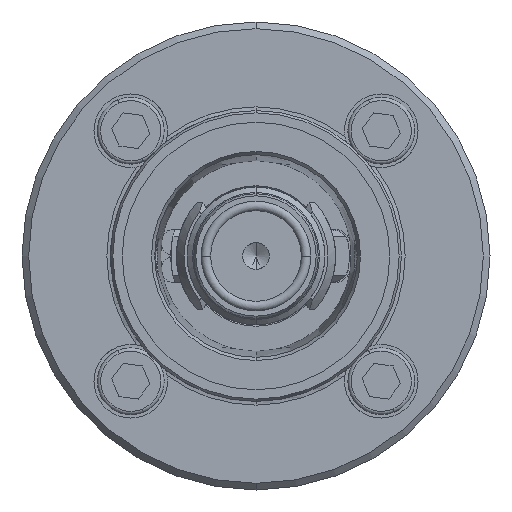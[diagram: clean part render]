
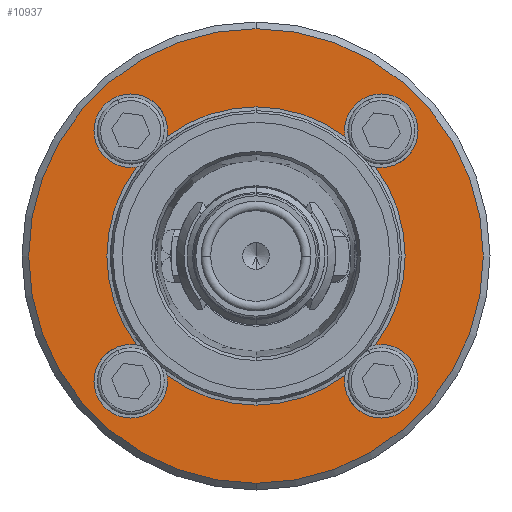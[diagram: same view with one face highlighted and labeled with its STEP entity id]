
A CAD part, left-side view. The second image highlights one B-rep face of the part: STEP entity #10937.
In plain terms, the highlighted planar face has unit normal (-1, 0, 0).
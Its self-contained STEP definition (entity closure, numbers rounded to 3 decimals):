
#10748=CARTESIAN_POINT('',(15.,22.3,0.));
#10749=DIRECTION('',(1.,0.,0.));
#10750=DIRECTION('',(0.,0.,-1.));
#10751=AXIS2_PLACEMENT_3D('',#10748,#10749,#10750);
#10752=PLANE('',#10751);
#10753=CARTESIAN_POINT('',(15.,0.,-34.));
#10754=VERTEX_POINT('',#10753);
#10755=CARTESIAN_POINT('',(15.,0.,34.));
#10756=VERTEX_POINT('',#10755);
#10757=CARTESIAN_POINT('',(15.,0.,0.));
#10758=DIRECTION('',(-1.,0.,0.));
#10759=DIRECTION('',(0.,0.,-1.));
#10760=AXIS2_PLACEMENT_3D('',#10757,#10758,#10759);
#10761=CIRCLE('',#10760,34.);
#10762=EDGE_CURVE('',#10754,#10756,#10761,.T.);
#10763=ORIENTED_EDGE('',*,*,#10762,.T.);
#10764=CARTESIAN_POINT('',(15.,0.,0.));
#10765=DIRECTION('',(-1.,0.,0.));
#10766=DIRECTION('',(0.,0.,-1.));
#10767=AXIS2_PLACEMENT_3D('',#10764,#10765,#10766);
#10768=CIRCLE('',#10767,34.);
#10769=EDGE_CURVE('',#10756,#10754,#10768,.T.);
#10770=ORIENTED_EDGE('',*,*,#10769,.T.);
#10771=EDGE_LOOP('',(#10763,#10770));
#10772=FACE_BOUND('',#10771,.T.);
#10773=CARTESIAN_POINT('',(15.,-13.303,-17.898));
#10774=VERTEX_POINT('',#10773);
#10775=CARTESIAN_POINT('',(15.,-0.,-22.3));
#10776=VERTEX_POINT('',#10775);
#10777=CARTESIAN_POINT('',(15.,0.,0.));
#10778=DIRECTION('',(1.,0.,0.));
#10779=DIRECTION('',(0.,0.,-1.));
#10780=AXIS2_PLACEMENT_3D('',#10777,#10778,#10779);
#10781=CIRCLE('',#10780,22.3);
#10782=EDGE_CURVE('',#10774,#10776,#10781,.T.);
#10783=ORIENTED_EDGE('',*,*,#10782,.T.);
#10784=CARTESIAN_POINT('',(15.,13.303,-17.898));
#10785=VERTEX_POINT('',#10784);
#10786=CARTESIAN_POINT('',(15.,0.,0.));
#10787=DIRECTION('',(1.,0.,0.));
#10788=DIRECTION('',(0.,0.,-1.));
#10789=AXIS2_PLACEMENT_3D('',#10786,#10787,#10788);
#10790=CIRCLE('',#10789,22.3);
#10791=EDGE_CURVE('',#10776,#10785,#10790,.T.);
#10792=ORIENTED_EDGE('',*,*,#10791,.T.);
#10793=CARTESIAN_POINT('',(15.,13.238,-18.738));
#10794=VERTEX_POINT('',#10793);
#10795=CARTESIAN_POINT('',(15.,18.738,-18.738));
#10796=DIRECTION('',(1.,0.,0.));
#10797=DIRECTION('',(0.,0.,-1.));
#10798=AXIS2_PLACEMENT_3D('',#10795,#10796,#10797);
#10799=CIRCLE('',#10798,5.5);
#10800=EDGE_CURVE('',#10785,#10794,#10799,.T.);
#10801=ORIENTED_EDGE('',*,*,#10800,.T.);
#10802=CARTESIAN_POINT('',(15.,24.238,-18.738));
#10803=VERTEX_POINT('',#10802);
#10804=CARTESIAN_POINT('',(15.,18.738,-18.738));
#10805=DIRECTION('',(1.,0.,0.));
#10806=DIRECTION('',(0.,0.,-1.));
#10807=AXIS2_PLACEMENT_3D('',#10804,#10805,#10806);
#10808=CIRCLE('',#10807,5.5);
#10809=EDGE_CURVE('',#10794,#10803,#10808,.T.);
#10810=ORIENTED_EDGE('',*,*,#10809,.T.);
#10811=CARTESIAN_POINT('',(15.,17.898,-13.303));
#10812=VERTEX_POINT('',#10811);
#10813=CARTESIAN_POINT('',(15.,18.738,-18.738));
#10814=DIRECTION('',(1.,0.,0.));
#10815=DIRECTION('',(0.,0.,-1.));
#10816=AXIS2_PLACEMENT_3D('',#10813,#10814,#10815);
#10817=CIRCLE('',#10816,5.5);
#10818=EDGE_CURVE('',#10803,#10812,#10817,.T.);
#10819=ORIENTED_EDGE('',*,*,#10818,.T.);
#10820=CARTESIAN_POINT('',(15.,17.898,13.303));
#10821=VERTEX_POINT('',#10820);
#10822=CARTESIAN_POINT('',(15.,0.,0.));
#10823=DIRECTION('',(1.,0.,0.));
#10824=DIRECTION('',(0.,0.,-1.));
#10825=AXIS2_PLACEMENT_3D('',#10822,#10823,#10824);
#10826=CIRCLE('',#10825,22.3);
#10827=EDGE_CURVE('',#10812,#10821,#10826,.T.);
#10828=ORIENTED_EDGE('',*,*,#10827,.T.);
#10829=CARTESIAN_POINT('',(15.,18.738,13.238));
#10830=VERTEX_POINT('',#10829);
#10831=CARTESIAN_POINT('',(15.,18.738,18.738));
#10832=DIRECTION('',(1.,0.,0.));
#10833=DIRECTION('',(0.,0.,-1.));
#10834=AXIS2_PLACEMENT_3D('',#10831,#10832,#10833);
#10835=CIRCLE('',#10834,5.5);
#10836=EDGE_CURVE('',#10821,#10830,#10835,.T.);
#10837=ORIENTED_EDGE('',*,*,#10836,.T.);
#10838=CARTESIAN_POINT('',(15.,18.738,24.238));
#10839=VERTEX_POINT('',#10838);
#10840=CARTESIAN_POINT('',(15.,18.738,18.738));
#10841=DIRECTION('',(1.,0.,0.));
#10842=DIRECTION('',(0.,0.,-1.));
#10843=AXIS2_PLACEMENT_3D('',#10840,#10841,#10842);
#10844=CIRCLE('',#10843,5.5);
#10845=EDGE_CURVE('',#10830,#10839,#10844,.T.);
#10846=ORIENTED_EDGE('',*,*,#10845,.T.);
#10847=CARTESIAN_POINT('',(15.,13.303,17.898));
#10848=VERTEX_POINT('',#10847);
#10849=CARTESIAN_POINT('',(15.,18.738,18.738));
#10850=DIRECTION('',(1.,0.,0.));
#10851=DIRECTION('',(0.,0.,-1.));
#10852=AXIS2_PLACEMENT_3D('',#10849,#10850,#10851);
#10853=CIRCLE('',#10852,5.5);
#10854=EDGE_CURVE('',#10839,#10848,#10853,.T.);
#10855=ORIENTED_EDGE('',*,*,#10854,.T.);
#10856=CARTESIAN_POINT('',(15.,0.,22.3));
#10857=VERTEX_POINT('',#10856);
#10858=CARTESIAN_POINT('',(15.,0.,0.));
#10859=DIRECTION('',(1.,0.,0.));
#10860=DIRECTION('',(0.,0.,-1.));
#10861=AXIS2_PLACEMENT_3D('',#10858,#10859,#10860);
#10862=CIRCLE('',#10861,22.3);
#10863=EDGE_CURVE('',#10848,#10857,#10862,.T.);
#10864=ORIENTED_EDGE('',*,*,#10863,.T.);
#10865=CARTESIAN_POINT('',(15.,-13.303,17.898));
#10866=VERTEX_POINT('',#10865);
#10867=CARTESIAN_POINT('',(15.,0.,0.));
#10868=DIRECTION('',(1.,0.,0.));
#10869=DIRECTION('',(0.,0.,-1.));
#10870=AXIS2_PLACEMENT_3D('',#10867,#10868,#10869);
#10871=CIRCLE('',#10870,22.3);
#10872=EDGE_CURVE('',#10857,#10866,#10871,.T.);
#10873=ORIENTED_EDGE('',*,*,#10872,.T.);
#10874=CARTESIAN_POINT('',(15.,-13.238,18.738));
#10875=VERTEX_POINT('',#10874);
#10876=CARTESIAN_POINT('',(15.,-18.738,18.738));
#10877=DIRECTION('',(1.,0.,0.));
#10878=DIRECTION('',(0.,0.,-1.));
#10879=AXIS2_PLACEMENT_3D('',#10876,#10877,#10878);
#10880=CIRCLE('',#10879,5.5);
#10881=EDGE_CURVE('',#10866,#10875,#10880,.T.);
#10882=ORIENTED_EDGE('',*,*,#10881,.T.);
#10883=CARTESIAN_POINT('',(15.,-24.238,18.738));
#10884=VERTEX_POINT('',#10883);
#10885=CARTESIAN_POINT('',(15.,-18.738,18.738));
#10886=DIRECTION('',(1.,0.,0.));
#10887=DIRECTION('',(0.,0.,-1.));
#10888=AXIS2_PLACEMENT_3D('',#10885,#10886,#10887);
#10889=CIRCLE('',#10888,5.5);
#10890=EDGE_CURVE('',#10875,#10884,#10889,.T.);
#10891=ORIENTED_EDGE('',*,*,#10890,.T.);
#10892=CARTESIAN_POINT('',(15.,-17.898,13.303));
#10893=VERTEX_POINT('',#10892);
#10894=CARTESIAN_POINT('',(15.,-18.738,18.738));
#10895=DIRECTION('',(1.,0.,0.));
#10896=DIRECTION('',(0.,0.,-1.));
#10897=AXIS2_PLACEMENT_3D('',#10894,#10895,#10896);
#10898=CIRCLE('',#10897,5.5);
#10899=EDGE_CURVE('',#10884,#10893,#10898,.T.);
#10900=ORIENTED_EDGE('',*,*,#10899,.T.);
#10901=CARTESIAN_POINT('',(15.,-17.898,-13.303));
#10902=VERTEX_POINT('',#10901);
#10903=CARTESIAN_POINT('',(15.,0.,0.));
#10904=DIRECTION('',(1.,0.,0.));
#10905=DIRECTION('',(0.,0.,-1.));
#10906=AXIS2_PLACEMENT_3D('',#10903,#10904,#10905);
#10907=CIRCLE('',#10906,22.3);
#10908=EDGE_CURVE('',#10893,#10902,#10907,.T.);
#10909=ORIENTED_EDGE('',*,*,#10908,.T.);
#10910=CARTESIAN_POINT('',(15.,-18.738,-13.238));
#10911=VERTEX_POINT('',#10910);
#10912=CARTESIAN_POINT('',(15.,-18.738,-18.738));
#10913=DIRECTION('',(1.,0.,0.));
#10914=DIRECTION('',(0.,0.,-1.));
#10915=AXIS2_PLACEMENT_3D('',#10912,#10913,#10914);
#10916=CIRCLE('',#10915,5.5);
#10917=EDGE_CURVE('',#10902,#10911,#10916,.T.);
#10918=ORIENTED_EDGE('',*,*,#10917,.T.);
#10919=CARTESIAN_POINT('',(15.,-18.738,-24.238));
#10920=VERTEX_POINT('',#10919);
#10921=CARTESIAN_POINT('',(15.,-18.738,-18.738));
#10922=DIRECTION('',(1.,0.,0.));
#10923=DIRECTION('',(0.,0.,-1.));
#10924=AXIS2_PLACEMENT_3D('',#10921,#10922,#10923);
#10925=CIRCLE('',#10924,5.5);
#10926=EDGE_CURVE('',#10911,#10920,#10925,.T.);
#10927=ORIENTED_EDGE('',*,*,#10926,.T.);
#10928=CARTESIAN_POINT('',(15.,-18.738,-18.738));
#10929=DIRECTION('',(1.,0.,0.));
#10930=DIRECTION('',(0.,0.,-1.));
#10931=AXIS2_PLACEMENT_3D('',#10928,#10929,#10930);
#10932=CIRCLE('',#10931,5.5);
#10933=EDGE_CURVE('',#10920,#10774,#10932,.T.);
#10934=ORIENTED_EDGE('',*,*,#10933,.T.);
#10935=EDGE_LOOP('',(#10783,#10792,#10801,#10810,#10819,#10828,#10837,#10846,#10855,#10864,#10873,#10882,#10891,#10900,#10909,#10918,#10927,#10934));
#10936=FACE_BOUND('',#10935,.T.);
#10937=ADVANCED_FACE('',(#10772,#10936),#10752,.F.);
